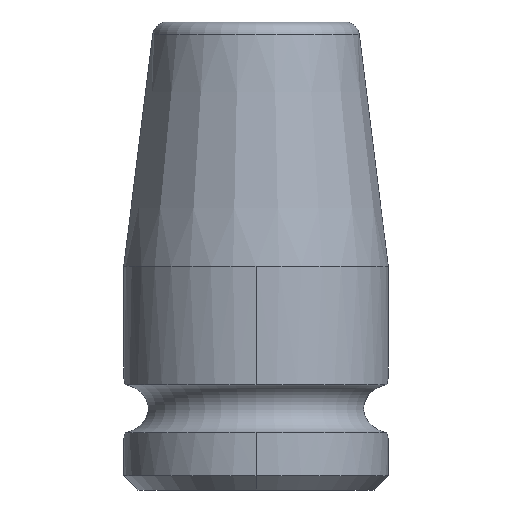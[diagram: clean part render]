
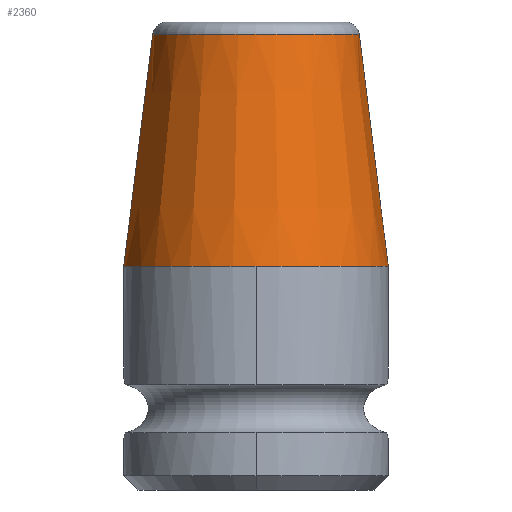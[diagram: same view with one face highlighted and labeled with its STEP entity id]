
A CAD part, left-side view. The second image highlights one B-rep face of the part: STEP entity #2360.
In plain terms, the highlighted conical face has half-angle 7.125 degrees and reference radius 5.788 mm.
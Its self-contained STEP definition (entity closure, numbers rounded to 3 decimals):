
#172=CARTESIAN_POINT('',(0.,0.,11.));
#173=DIRECTION('',(0.,0.,1.));
#174=DIRECTION('',(0.,1.,0.));
#175=AXIS2_PLACEMENT_3D('',#172,#173,#174);
#342=CARTESIAN_POINT('',(0.,0.,11.));
#343=DIRECTION('',(0.,0.,1.));
#344=DIRECTION('',(-1.,0.,0.));
#345=AXIS2_PLACEMENT_3D('',#342,#343,#344);
#1078=DIRECTION('',(0.,0.124,-0.992));
#1079=VECTOR('',#1078,11.475);
#1080=CARTESIAN_POINT('',(0.,5.077,
22.387));
#1081=LINE('',#1080,#1079);
#1082=DIRECTION('',(0.,-0.124,-0.992));
#1083=VECTOR('',#1082,11.475);
#1084=CARTESIAN_POINT('',(0.,-5.077,
22.387));
#1085=LINE('',#1084,#1083);
#1086=CARTESIAN_POINT('',(0.,0.,22.387));
#1087=DIRECTION('',(0.,0.,1.));
#1088=DIRECTION('',(0.,1.,0.));
#1089=AXIS2_PLACEMENT_3D('',#1086,#1087,#1088);
#1284=CARTESIAN_POINT('',(0.,6.5,11.));
#1285=CARTESIAN_POINT('',(-6.5,0.,11.));
#1286=VERTEX_POINT('',#1284);
#1287=VERTEX_POINT('',#1285);
#1288=CARTESIAN_POINT('',(0.,-6.5,11.));
#1289=VERTEX_POINT('',#1288);
#1296=CARTESIAN_POINT('',(0.,5.077,22.387));
#1297=CARTESIAN_POINT('',(0.,-5.077,22.387));
#1298=VERTEX_POINT('',#1296);
#1299=VERTEX_POINT('',#1297);
#2348=CARTESIAN_POINT('',(0.,0.,16.693));
#2349=DIRECTION('',(0.,0.,-1.));
#2350=DIRECTION('',(0.,-1.,0.));
#2351=AXIS2_PLACEMENT_3D('',#2348,#2349,#2350);
#2352=CONICAL_SURFACE('',#2351,5.788,7.125);
#2353=ORIENTED_EDGE('',*,*,#2313,.T.);
#2354=ORIENTED_EDGE('',*,*,#2343,.T.);
#2355=ORIENTED_EDGE('',*,*,#1489,.F.);
#2356=ORIENTED_EDGE('',*,*,#1422,.F.);
#2357=ORIENTED_EDGE('',*,*,#2339,.F.);
#2358=EDGE_LOOP('',(#2353,#2354,#2355,#2356,#2357));
#2359=FACE_OUTER_BOUND('',#2358,.F.);
#2360=ADVANCED_FACE('',(#2359),#2352,.T.);
#176=CIRCLE('',#175,6.5);
#346=CIRCLE('',#345,6.5);
#1090=CIRCLE('',#1089,5.077);
#1422=EDGE_CURVE('',#1286,#1287,#176,.T.);
#1489=EDGE_CURVE('',#1287,#1289,#346,.T.);
#2313=EDGE_CURVE('',#1298,#1299,#1090,.T.);
#2339=EDGE_CURVE('',#1298,#1286,#1081,.T.);
#2343=EDGE_CURVE('',#1299,#1289,#1085,.T.);
